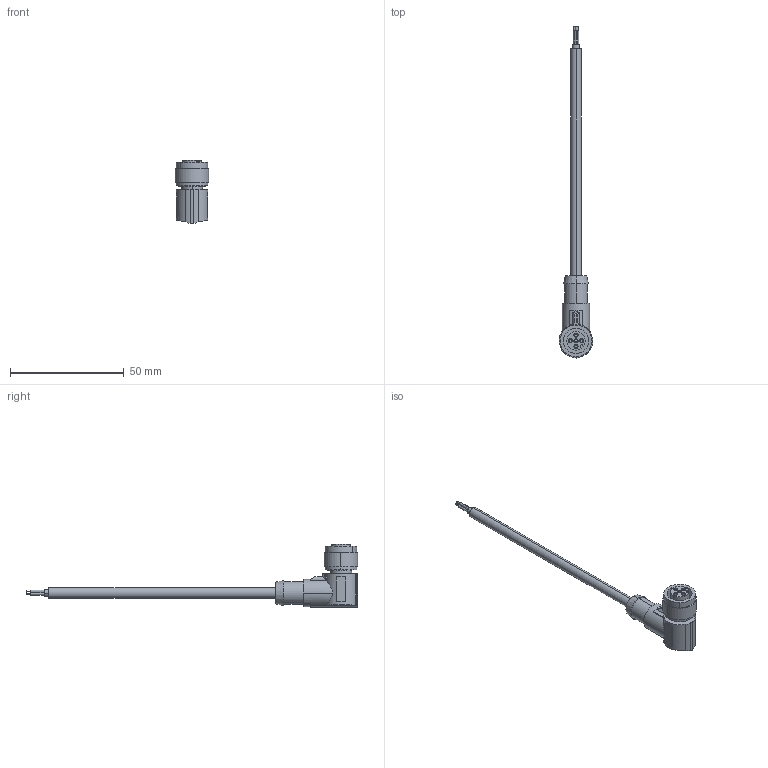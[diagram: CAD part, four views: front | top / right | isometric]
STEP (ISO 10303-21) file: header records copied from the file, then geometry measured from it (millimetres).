
FILE_DESCRIPTION(('Creo Elements/Direct Modeling STEP Export'),'2;1');
FILE_NAME('model.stp','2019-05-28T 1:30:37',(''),(''),'Creo Elements/Direct Modeling STEP processor for AP214 (Solid Model)','Creo Elements/Direct Modeling 20.1A 29-Sep-2018 (C) Parametric Technology GmbH','');
FILE_SCHEMA(('AUTOMOTIVE_DESIGN { 1 0 10303 214 1 1 1 1 }'));
Length unit declared in the file: millimetre
Products named in the file (1): SAC_3P...PUR_M12FR_SH-select
Bounding box: 14.79 x 146.25 x 28 mm (x, y, z)
Volume: 7677.1 mm3; surface area: 4643.4 mm2
Topology: 1 solids, 1 shells, 136 faces, 323 edges, 211 vertices
Faces by surface type: cylinder 65, plane 57, cone 14
Entity records: 6225 total; most frequent: CARTESIAN_POINT 2090, ORIENTED_EDGE 646, DIRECTION 596, EDGE_CURVE 323, AXIS2_PLACEMENT_3D 222, VERTEX_POINT 211, EDGE_LOOP 158, VECTOR 152
